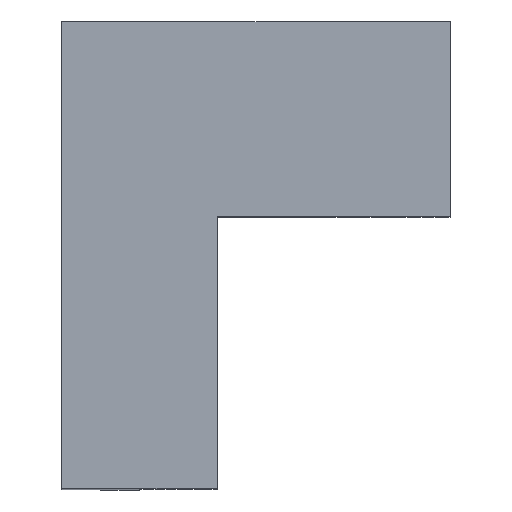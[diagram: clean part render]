
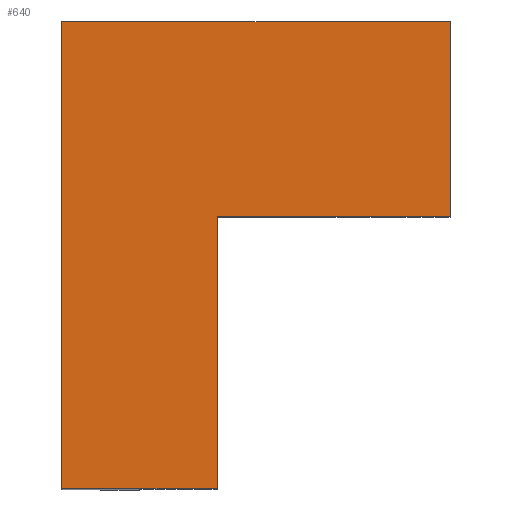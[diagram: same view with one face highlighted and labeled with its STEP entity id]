
A CAD part, top view. The second image highlights one B-rep face of the part: STEP entity #640.
In plain terms, the highlighted planar face has unit normal (0, 0, 1).
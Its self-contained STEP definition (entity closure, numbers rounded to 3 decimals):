
#22 = DIRECTION ( 'NONE',  ( 1., 0., 0. ) ) ;
#62 = VERTEX_POINT ( 'NONE', #126 ) ;
#67 = PLANE ( 'NONE',  #288 ) ;
#75 = DIRECTION ( 'NONE',  ( 0., -1., 0. ) ) ;
#77 = CARTESIAN_POINT ( 'NONE',  ( 0., 12., 0. ) ) ;
#82 = LINE ( 'NONE', #77, #303 ) ;
#94 = EDGE_CURVE ( 'NONE', #606, #62, #518, .T. ) ;
#106 = EDGE_CURVE ( 'NONE', #594, #318, #132, .T. ) ;
#116 = LINE ( 'NONE', #449, #223 ) ;
#126 = CARTESIAN_POINT ( 'NONE',  ( 10., 7., 0. ) ) ;
#132 = LINE ( 'NONE', #617, #320 ) ;
#146 = EDGE_CURVE ( 'NONE', #62, #294, #574, .T. ) ;
#151 = VERTEX_POINT ( 'NONE', #468 ) ;
#166 = CARTESIAN_POINT ( 'NONE',  ( 0., 12., 0. ) ) ;
#169 = DIRECTION ( 'NONE',  ( -1., 0., 0. ) ) ;
#171 = CARTESIAN_POINT ( 'NONE',  ( 10., 12., 0. ) ) ;
#177 = CARTESIAN_POINT ( 'NONE',  ( 10., 12., 0. ) ) ;
#223 = VECTOR ( 'NONE', #659, 1000. ) ;
#288 = AXIS2_PLACEMENT_3D ( 'NONE', #166, #394, #169 ) ;
#294 = VERTEX_POINT ( 'NONE', #434 ) ;
#296 = CARTESIAN_POINT ( 'NONE',  ( 4., 7., 0. ) ) ;
#300 = LINE ( 'NONE', #691, #393 ) ;
#303 = VECTOR ( 'NONE', #22, 1000. ) ;
#318 = VERTEX_POINT ( 'NONE', #418 ) ;
#320 = VECTOR ( 'NONE', #75, 1000. ) ;
#352 = ORIENTED_EDGE ( 'NONE', *, *, #146, .F. ) ;
#370 = DIRECTION ( 'NONE',  ( -1., 0., 0. ) ) ;
#375 = EDGE_CURVE ( 'NONE', #594, #606, #82, .T. ) ;
#376 = ORIENTED_EDGE ( 'NONE', *, *, #667, .F. ) ;
#383 = EDGE_CURVE ( 'NONE', #318, #151, #300, .T. ) ;
#393 = VECTOR ( 'NONE', #688, 1000. ) ;
#394 = DIRECTION ( 'NONE',  ( 0., 0., -1. ) ) ;
#400 = CARTESIAN_POINT ( 'NONE',  ( 0., 12., 0. ) ) ;
#418 = CARTESIAN_POINT ( 'NONE',  ( 0., 0., 0. ) ) ;
#434 = CARTESIAN_POINT ( 'NONE',  ( 4., 7., 0. ) ) ;
#436 = ORIENTED_EDGE ( 'NONE', *, *, #375, .F. ) ;
#449 = CARTESIAN_POINT ( 'NONE',  ( 4., 7., 0. ) ) ;
#461 = DIRECTION ( 'NONE',  ( 0., -1., 0. ) ) ;
#468 = CARTESIAN_POINT ( 'NONE',  ( 4., 0., 0. ) ) ;
#518 = LINE ( 'NONE', #177, #563 ) ;
#531 = ORIENTED_EDGE ( 'NONE', *, *, #383, .T. ) ;
#535 = EDGE_LOOP ( 'NONE', ( #531, #376, #352, #643, #436, #632 ) ) ;
#563 = VECTOR ( 'NONE', #461, 1000. ) ;
#574 = LINE ( 'NONE', #296, #588 ) ;
#588 = VECTOR ( 'NONE', #370, 1000. ) ;
#594 = VERTEX_POINT ( 'NONE', #400 ) ;
#606 = VERTEX_POINT ( 'NONE', #171 ) ;
#613 = FACE_OUTER_BOUND ( 'NONE', #535, .T. ) ;
#617 = CARTESIAN_POINT ( 'NONE',  ( 0., 12., 0. ) ) ;
#632 = ORIENTED_EDGE ( 'NONE', *, *, #106, .T. ) ;
#640 = ADVANCED_FACE ( 'NONE', ( #613 ), #67, .F. ) ;
#643 = ORIENTED_EDGE ( 'NONE', *, *, #94, .F. ) ;
#659 = DIRECTION ( 'NONE',  ( 0., -1., 0. ) ) ;
#667 = EDGE_CURVE ( 'NONE', #294, #151, #116, .T. ) ;
#688 = DIRECTION ( 'NONE',  ( 1., 0., 0. ) ) ;
#691 = CARTESIAN_POINT ( 'NONE',  ( 0., 0., 0. ) ) ;
